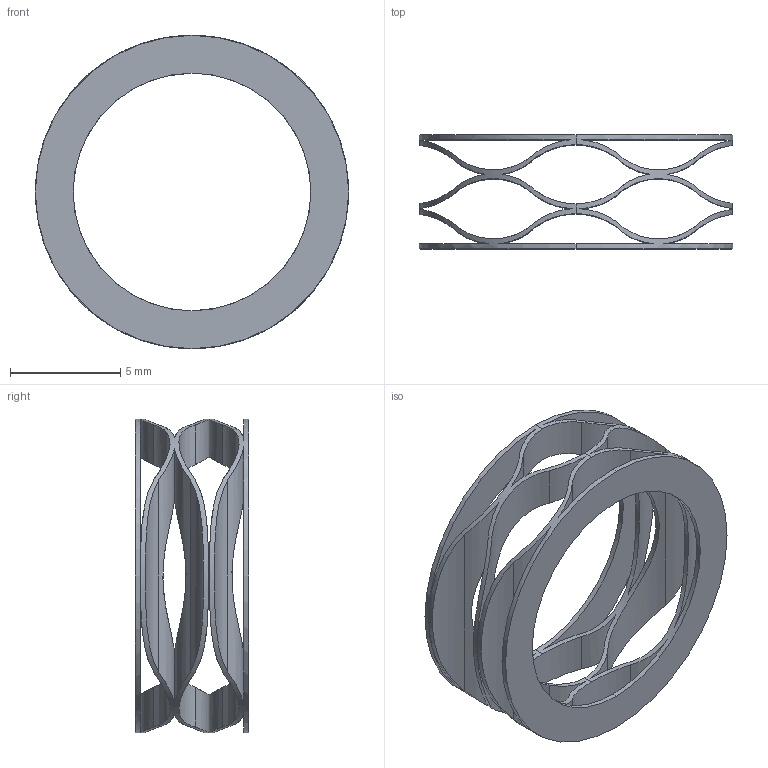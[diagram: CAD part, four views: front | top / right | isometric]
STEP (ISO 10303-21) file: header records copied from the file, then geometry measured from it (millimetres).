
FILE_DESCRIPTION (( 'STEP AP203' ), '1' );
FILE_NAME ('1561T741_Stacked Wave Disc Spring.STEP', '2021-09-07T22:03:00', ( 'Administrator' ), ( 'Managed by Terraform' ), 'SwSTEP 2.0', 'SolidWorks 2017', '' );
FILE_SCHEMA (( 'CONFIG_CONTROL_DESIGN' ));
Length unit declared in the file: millimetre
Products named in the file (1): 1561T741_Stacked Wave Disc Spring
Bounding box: 14.24 x 5.18 x 14.24 mm (x, y, z)
Volume: 77.4 mm3; surface area: 781.5 mm2
Topology: 1 solids, 1 shells, 66 faces, 216 edges, 144 vertices
Faces by surface type: cylinder 58, plane 8
Entity records: 3445 total; most frequent: CARTESIAN_POINT 1639, ORIENTED_EDGE 432, DIRECTION 254, EDGE_CURVE 216, VERTEX_POINT 144, B_SPLINE_CURVE_WITH_KNOTS 120, AXIS2_PLACEMENT_3D 91, EDGE_LOOP 84
